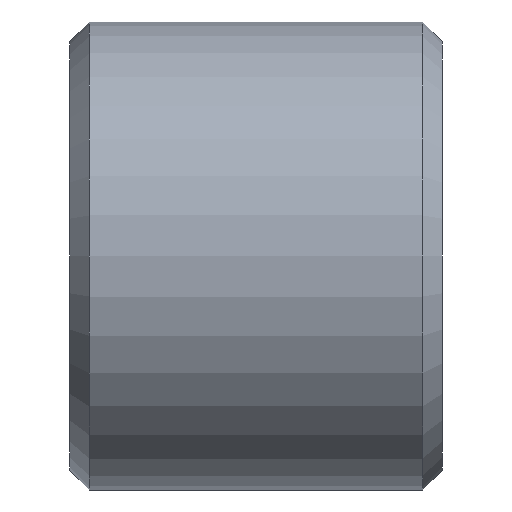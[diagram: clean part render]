
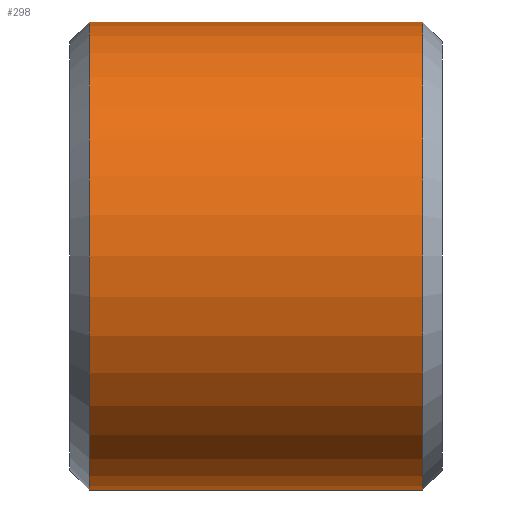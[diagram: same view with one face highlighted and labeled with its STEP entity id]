
A CAD part, left-side view. The second image highlights one B-rep face of the part: STEP entity #298.
In plain terms, the highlighted cylindrical face has radius 5.9 mm (diameter 11.8 mm), a partial arc.
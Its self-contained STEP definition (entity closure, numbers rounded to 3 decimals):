
#9 = VECTOR ( 'NONE', #194, 1000. ) ;
#14 = DIRECTION ( 'NONE',  ( 0., -1., 0. ) ) ;
#17 = VERTEX_POINT ( 'NONE', #287 ) ;
#25 = DIRECTION ( 'NONE',  ( 0., 1., 0. ) ) ;
#31 = DIRECTION ( 'NONE',  ( 0., -1., 0. ) ) ;
#48 = CARTESIAN_POINT ( 'NONE',  ( 0., 4.7, -5.9 ) ) ;
#54 = AXIS2_PLACEMENT_3D ( 'NONE', #185, #14, #95 ) ;
#72 = LINE ( 'NONE', #48, #9 ) ;
#79 = DIRECTION ( 'NONE',  ( 0., 0., 1. ) ) ;
#87 = EDGE_CURVE ( 'NONE', #134, #283, #72, .T. ) ;
#95 = DIRECTION ( 'NONE',  ( 0., 0., -1. ) ) ;
#107 = CARTESIAN_POINT ( 'NONE',  ( 0., 4.2, 0. ) ) ;
#108 = VERTEX_POINT ( 'NONE', #170 ) ;
#118 = CARTESIAN_POINT ( 'NONE',  ( 0., -4.2, -5.9 ) ) ;
#119 = EDGE_CURVE ( 'NONE', #283, #17, #206, .T. ) ;
#127 = AXIS2_PLACEMENT_3D ( 'NONE', #193, #25, #169 ) ;
#134 = VERTEX_POINT ( 'NONE', #310 ) ;
#155 = CARTESIAN_POINT ( 'NONE',  ( 0., 4.7, 5.9 ) ) ;
#161 = ORIENTED_EDGE ( 'NONE', *, *, #218, .F. ) ;
#169 = DIRECTION ( 'NONE',  ( 0., 0., 1. ) ) ;
#170 = CARTESIAN_POINT ( 'NONE',  ( 0., 4.2, 5.9 ) ) ;
#182 = ORIENTED_EDGE ( 'NONE', *, *, #248, .T. ) ;
#185 = CARTESIAN_POINT ( 'NONE',  ( 0., 4.7, 0. ) ) ;
#189 = VECTOR ( 'NONE', #31, 1000. ) ;
#193 = CARTESIAN_POINT ( 'NONE',  ( 0., -4.2, 0. ) ) ;
#194 = DIRECTION ( 'NONE',  ( 0., -1., 0. ) ) ;
#195 = EDGE_LOOP ( 'NONE', ( #161, #182, #262, #238 ) ) ;
#206 = CIRCLE ( 'NONE', #127, 5.9 ) ;
#218 = EDGE_CURVE ( 'NONE', #108, #17, #258, .T. ) ;
#234 = CYLINDRICAL_SURFACE ( 'NONE', #54, 5.9 ) ;
#238 = ORIENTED_EDGE ( 'NONE', *, *, #119, .T. ) ;
#248 = EDGE_CURVE ( 'NONE', #108, #134, #307, .T. ) ;
#250 = DIRECTION ( 'NONE',  ( 0., -1., 0. ) ) ;
#258 = LINE ( 'NONE', #155, #189 ) ;
#262 = ORIENTED_EDGE ( 'NONE', *, *, #87, .T. ) ;
#283 = VERTEX_POINT ( 'NONE', #118 ) ;
#287 = CARTESIAN_POINT ( 'NONE',  ( 0., -4.2, 5.9 ) ) ;
#298 = ADVANCED_FACE ( 'NONE', ( #301 ), #234, .T. ) ;
#301 = FACE_OUTER_BOUND ( 'NONE', #195, .T. ) ;
#303 = AXIS2_PLACEMENT_3D ( 'NONE', #107, #250, #79 ) ;
#307 = CIRCLE ( 'NONE', #303, 5.9 ) ;
#310 = CARTESIAN_POINT ( 'NONE',  ( 0., 4.2, -5.9 ) ) ;
